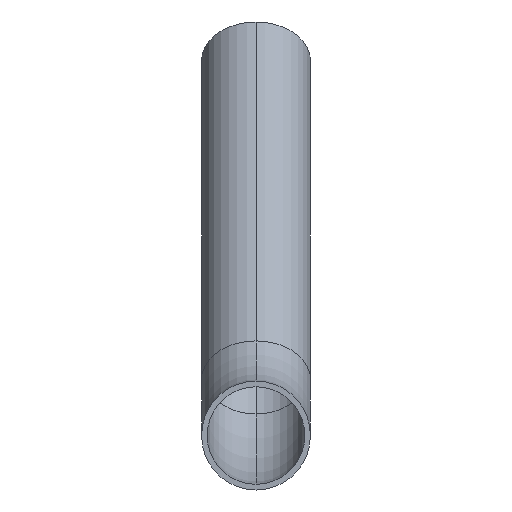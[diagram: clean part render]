
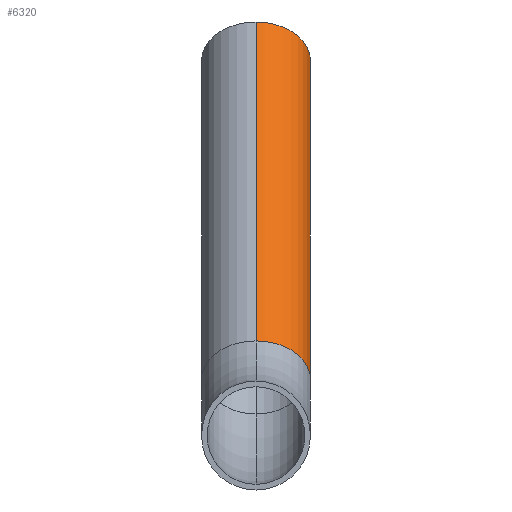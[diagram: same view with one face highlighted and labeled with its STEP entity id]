
A CAD part, front view. The second image highlights one B-rep face of the part: STEP entity #6320.
In plain terms, the highlighted cylindrical face has radius 24.15 mm (diameter 48.3 mm), a partial arc.
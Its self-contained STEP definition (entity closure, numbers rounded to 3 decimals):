
#31 = CARTESIAN_POINT ( 'NONE',  ( 0., 401.525, 166.317 ) ) ;
#242 = EDGE_LOOP ( 'NONE', ( #3627, #9364, #2986, #7534 ) ) ;
#323 = AXIS2_PLACEMENT_3D ( 'NONE', #8595, #591, #8633 ) ;
#591 = DIRECTION ( 'NONE',  ( 0., 0.707, 0.707 ) ) ;
#736 = CYLINDRICAL_SURFACE ( 'NONE', #323, 24.15 ) ;
#738 = CARTESIAN_POINT ( 'NONE',  ( 0., 260.104, 24.896 ) ) ;
#751 = LINE ( 'NONE', #4173, #3651 ) ;
#801 = DIRECTION ( 'NONE',  ( 0., 0.707, 0.707 ) ) ;
#814 = DIRECTION ( 'NONE',  ( 0., 0.707, 0.707 ) ) ;
#863 = VERTEX_POINT ( 'NONE', #1984 ) ;
#1937 = CIRCLE ( 'NONE', #6016, 24.15 ) ;
#1964 = LINE ( 'NONE', #11293, #9077 ) ;
#1984 = CARTESIAN_POINT ( 'NONE',  ( 0., 277.181, 7.819 ) ) ;
#2585 = VERTEX_POINT ( 'NONE', #4538 ) ;
#2986 = ORIENTED_EDGE ( 'NONE', *, *, #7752, .F. ) ;
#3309 = CARTESIAN_POINT ( 'NONE',  ( 0., 243.027, 41.973 ) ) ;
#3627 = ORIENTED_EDGE ( 'NONE', *, *, #11164, .T. ) ;
#3651 = VECTOR ( 'NONE', #5990, 1000. ) ;
#4173 = CARTESIAN_POINT ( 'NONE',  ( 0., 243.027, 41.973 ) ) ;
#4538 = CARTESIAN_POINT ( 'NONE',  ( 0., 384.449, 183.394 ) ) ;
#5320 = EDGE_CURVE ( 'NONE', #5762, #2585, #751, .T. ) ;
#5762 = VERTEX_POINT ( 'NONE', #3309 ) ;
#5990 = DIRECTION ( 'NONE',  ( 0., 0.707, 0.707 ) ) ;
#6016 = AXIS2_PLACEMENT_3D ( 'NONE', #738, #814, #10489 ) ;
#6320 = ADVANCED_FACE ( 'NONE', ( #9100 ), #736, .T. ) ;
#7233 = AXIS2_PLACEMENT_3D ( 'NONE', #31, #801, #7906 ) ;
#7534 = ORIENTED_EDGE ( 'NONE', *, *, #5320, .F. ) ;
#7752 = EDGE_CURVE ( 'NONE', #2585, #8773, #9168, .T. ) ;
#7770 = DIRECTION ( 'NONE',  ( 0., 0.707, 0.707 ) ) ;
#7906 = DIRECTION ( 'NONE',  ( 0., -0.707, 0.707 ) ) ;
#8595 = CARTESIAN_POINT ( 'NONE',  ( 0., 260.104, 24.896 ) ) ;
#8633 = DIRECTION ( 'NONE',  ( 0., -0.707, 0.707 ) ) ;
#8773 = VERTEX_POINT ( 'NONE', #9308 ) ;
#9077 = VECTOR ( 'NONE', #7770, 1000. ) ;
#9100 = FACE_OUTER_BOUND ( 'NONE', #242, .T. ) ;
#9167 = EDGE_CURVE ( 'NONE', #863, #8773, #1964, .T. ) ;
#9168 = CIRCLE ( 'NONE', #7233, 24.15 ) ;
#9308 = CARTESIAN_POINT ( 'NONE',  ( 0., 418.602, 149.241 ) ) ;
#9364 = ORIENTED_EDGE ( 'NONE', *, *, #9167, .T. ) ;
#10489 = DIRECTION ( 'NONE',  ( 0., -0.707, 0.707 ) ) ;
#11164 = EDGE_CURVE ( 'NONE', #5762, #863, #1937, .T. ) ;
#11293 = CARTESIAN_POINT ( 'NONE',  ( 0., 277.181, 7.819 ) ) ;
